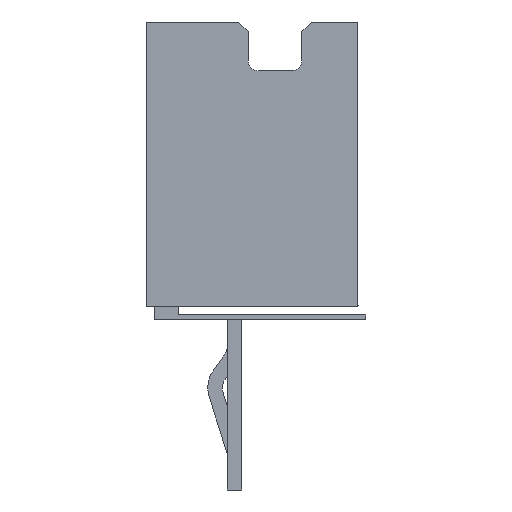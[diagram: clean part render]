
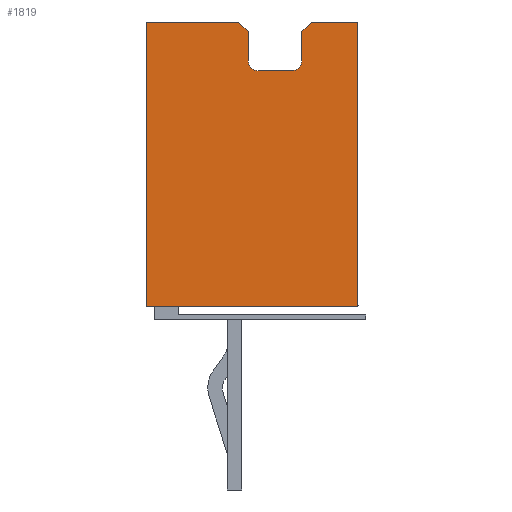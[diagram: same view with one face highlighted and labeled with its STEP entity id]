
A CAD part, left-side view. The second image highlights one B-rep face of the part: STEP entity #1819.
In plain terms, the highlighted planar face has unit normal (-1, 0, 0).
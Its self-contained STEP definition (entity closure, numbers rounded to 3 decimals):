
#1819 = ADVANCED_FACE('',(#1820),#1920,.T.);
#1820 = FACE_BOUND('',#1821,.F.);
#1821 = EDGE_LOOP('',(#1822,#1832,#1840,#1849,#1857,#1866,#1874,#1882,
    #1890,#1898,#1906,#1914));
#1822 = ORIENTED_EDGE('',*,*,#1823,.F.);
#1823 = EDGE_CURVE('',#1824,#1826,#1828,.T.);
#1824 = VERTEX_POINT('',#1825);
#1825 = CARTESIAN_POINT('',(-6.,0.075,2.725));
#1826 = VERTEX_POINT('',#1827);
#1827 = CARTESIAN_POINT('',(-6.,0.275,2.925));
#1828 = LINE('',#1829,#1830);
#1829 = CARTESIAN_POINT('',(-6.,0.075,2.725));
#1830 = VECTOR('',#1831,1.);
#1831 = DIRECTION('',(0.,0.707,0.707));
#1832 = ORIENTED_EDGE('',*,*,#1833,.T.);
#1833 = EDGE_CURVE('',#1824,#1834,#1836,.T.);
#1834 = VERTEX_POINT('',#1835);
#1835 = CARTESIAN_POINT('',(-6.,0.075,2.125));
#1836 = LINE('',#1837,#1838);
#1837 = CARTESIAN_POINT('',(-6.,0.075,2.725));
#1838 = VECTOR('',#1839,1.);
#1839 = DIRECTION('',(0.,0.,-1.));
#1840 = ORIENTED_EDGE('',*,*,#1841,.F.);
#1841 = EDGE_CURVE('',#1842,#1834,#1844,.T.);
#1842 = VERTEX_POINT('',#1843);
#1843 = CARTESIAN_POINT('',(-6.,-0.125,1.925));
#1844 = CIRCLE('',#1845,0.2);
#1845 = AXIS2_PLACEMENT_3D('',#1846,#1847,#1848);
#1846 = CARTESIAN_POINT('',(-6.,-0.125,2.125));
#1847 = DIRECTION('',(1.,-0.,0.));
#1848 = DIRECTION('',(0.,0.,-1.));
#1849 = ORIENTED_EDGE('',*,*,#1850,.F.);
#1850 = EDGE_CURVE('',#1851,#1842,#1853,.T.);
#1851 = VERTEX_POINT('',#1852);
#1852 = CARTESIAN_POINT('',(-6.,-0.825,1.925));
#1853 = LINE('',#1854,#1855);
#1854 = CARTESIAN_POINT('',(-6.,-0.825,1.925));
#1855 = VECTOR('',#1856,1.);
#1856 = DIRECTION('',(0.,1.,0.));
#1857 = ORIENTED_EDGE('',*,*,#1858,.F.);
#1858 = EDGE_CURVE('',#1859,#1851,#1861,.T.);
#1859 = VERTEX_POINT('',#1860);
#1860 = CARTESIAN_POINT('',(-6.,-1.025,2.125));
#1861 = CIRCLE('',#1862,0.2);
#1862 = AXIS2_PLACEMENT_3D('',#1863,#1864,#1865);
#1863 = CARTESIAN_POINT('',(-6.,-0.825,2.125));
#1864 = DIRECTION('',(1.,0.,0.));
#1865 = DIRECTION('',(0.,-1.,0.));
#1866 = ORIENTED_EDGE('',*,*,#1867,.F.);
#1867 = EDGE_CURVE('',#1868,#1859,#1870,.T.);
#1868 = VERTEX_POINT('',#1869);
#1869 = CARTESIAN_POINT('',(-6.,-1.025,2.725));
#1870 = LINE('',#1871,#1872);
#1871 = CARTESIAN_POINT('',(-6.,-1.025,2.725));
#1872 = VECTOR('',#1873,1.);
#1873 = DIRECTION('',(0.,0.,-1.));
#1874 = ORIENTED_EDGE('',*,*,#1875,.F.);
#1875 = EDGE_CURVE('',#1876,#1868,#1878,.T.);
#1876 = VERTEX_POINT('',#1877);
#1877 = CARTESIAN_POINT('',(-6.,-1.225,2.925));
#1878 = LINE('',#1879,#1880);
#1879 = CARTESIAN_POINT('',(-6.,-1.225,2.925));
#1880 = VECTOR('',#1881,1.);
#1881 = DIRECTION('',(0.,0.707,-0.707));
#1882 = ORIENTED_EDGE('',*,*,#1883,.T.);
#1883 = EDGE_CURVE('',#1876,#1884,#1886,.T.);
#1884 = VERTEX_POINT('',#1885);
#1885 = CARTESIAN_POINT('',(-6.,-2.175,2.925));
#1886 = LINE('',#1887,#1888);
#1887 = CARTESIAN_POINT('',(-6.,-1.225,2.925));
#1888 = VECTOR('',#1889,1.);
#1889 = DIRECTION('',(0.,-1.,0.));
#1890 = ORIENTED_EDGE('',*,*,#1891,.F.);
#1891 = EDGE_CURVE('',#1892,#1884,#1894,.T.);
#1892 = VERTEX_POINT('',#1893);
#1893 = CARTESIAN_POINT('',(-6.,-2.175,-2.925));
#1894 = LINE('',#1895,#1896);
#1895 = CARTESIAN_POINT('',(-6.,-2.175,-2.925));
#1896 = VECTOR('',#1897,1.);
#1897 = DIRECTION('',(0.,0.,1.));
#1898 = ORIENTED_EDGE('',*,*,#1899,.F.);
#1899 = EDGE_CURVE('',#1900,#1892,#1902,.T.);
#1900 = VERTEX_POINT('',#1901);
#1901 = CARTESIAN_POINT('',(-6.,2.175,-2.925));
#1902 = LINE('',#1903,#1904);
#1903 = CARTESIAN_POINT('',(-6.,2.175,-2.925));
#1904 = VECTOR('',#1905,1.);
#1905 = DIRECTION('',(0.,-1.,0.));
#1906 = ORIENTED_EDGE('',*,*,#1907,.T.);
#1907 = EDGE_CURVE('',#1900,#1908,#1910,.T.);
#1908 = VERTEX_POINT('',#1909);
#1909 = CARTESIAN_POINT('',(-6.,2.175,2.925));
#1910 = LINE('',#1911,#1912);
#1911 = CARTESIAN_POINT('',(-6.,2.175,-2.925));
#1912 = VECTOR('',#1913,1.);
#1913 = DIRECTION('',(0.,0.,1.));
#1914 = ORIENTED_EDGE('',*,*,#1915,.T.);
#1915 = EDGE_CURVE('',#1908,#1826,#1916,.T.);
#1916 = LINE('',#1917,#1918);
#1917 = CARTESIAN_POINT('',(-6.,2.175,2.925));
#1918 = VECTOR('',#1919,1.);
#1919 = DIRECTION('',(0.,-1.,0.));
#1920 = PLANE('',#1921);
#1921 = AXIS2_PLACEMENT_3D('',#1922,#1923,#1924);
#1922 = CARTESIAN_POINT('',(-6.,2.175,-2.925));
#1923 = DIRECTION('',(-1.,0.,0.));
#1924 = DIRECTION('',(0.,-1.,0.));
